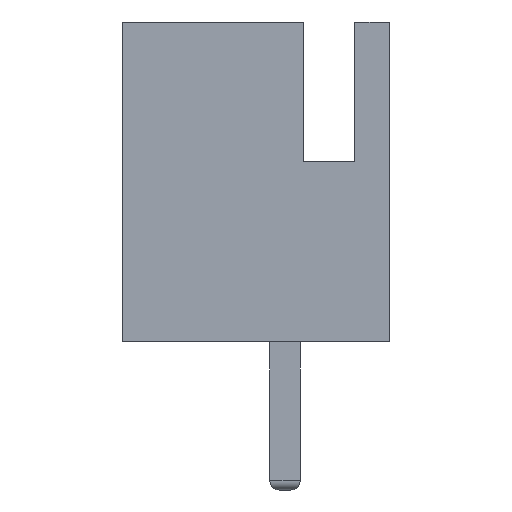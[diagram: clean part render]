
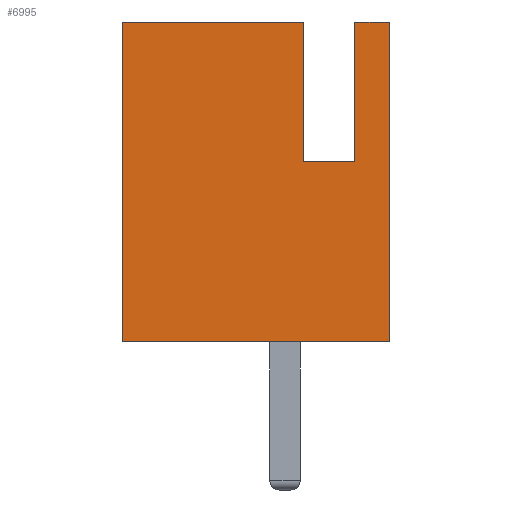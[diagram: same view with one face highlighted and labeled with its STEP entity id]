
A CAD part, left-side view. The second image highlights one B-rep face of the part: STEP entity #6995.
In plain terms, the highlighted planar face has unit normal (-1, 0, 0).
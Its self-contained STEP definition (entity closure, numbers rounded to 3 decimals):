
#53 = EDGE_CURVE ( 'NONE', #1466, #2546, #748, .T. ) ;
#220 = CARTESIAN_POINT ( 'NONE',  ( -10.02, -1.025, 3.88 ) ) ;
#237 = EDGE_CURVE ( 'NONE', #6944, #679, #6452, .T. ) ;
#679 = VERTEX_POINT ( 'NONE', #8368 ) ;
#748 = LINE ( 'NONE', #220, #4890 ) ;
#751 = EDGE_LOOP ( 'NONE', ( #7417, #3588, #8367, #5265, #8583, #7742, #1059, #10029 ) ) ;
#1059 = ORIENTED_EDGE ( 'NONE', *, *, #2495, .F. ) ;
#1115 = DIRECTION ( 'NONE',  ( 0., 0., -1. ) ) ;
#1466 = VERTEX_POINT ( 'NONE', #9496 ) ;
#1544 = EDGE_CURVE ( 'NONE', #3886, #10019, #2562, .T. ) ;
#2034 = LINE ( 'NONE', #9864, #4188 ) ;
#2061 = EDGE_CURVE ( 'NONE', #6944, #7840, #4771, .T. ) ;
#2231 = VECTOR ( 'NONE', #4971, 1000. ) ;
#2495 = EDGE_CURVE ( 'NONE', #7961, #3886, #3160, .T. ) ;
#2546 = VERTEX_POINT ( 'NONE', #7829 ) ;
#2562 = LINE ( 'NONE', #5671, #2231 ) ;
#2943 = CARTESIAN_POINT ( 'NONE',  ( -10.02, -2.875, 6.88 ) ) ;
#3160 = LINE ( 'NONE', #7930, #9890 ) ;
#3211 = CARTESIAN_POINT ( 'NONE',  ( -10.02, 2.875, 6.88 ) ) ;
#3408 = FACE_OUTER_BOUND ( 'NONE', #751, .T. ) ;
#3588 = ORIENTED_EDGE ( 'NONE', *, *, #7581, .F. ) ;
#3850 = DIRECTION ( 'NONE',  ( 0., -1., 0. ) ) ;
#3886 = VERTEX_POINT ( 'NONE', #2943 ) ;
#4188 = VECTOR ( 'NONE', #8302, 1000. ) ;
#4221 = DIRECTION ( 'NONE',  ( 1., 0., 0. ) ) ;
#4342 = VECTOR ( 'NONE', #6338, 1000. ) ;
#4771 = LINE ( 'NONE', #9535, #4342 ) ;
#4890 = VECTOR ( 'NONE', #9461, 1000. ) ;
#4971 = DIRECTION ( 'NONE',  ( 0., 0., -1. ) ) ;
#5043 = CARTESIAN_POINT ( 'NONE',  ( -10.02, 2.875, 6.88 ) ) ;
#5265 = ORIENTED_EDGE ( 'NONE', *, *, #237, .T. ) ;
#5499 = CARTESIAN_POINT ( 'NONE',  ( -10.02, -2.125, 6.88 ) ) ;
#5671 = CARTESIAN_POINT ( 'NONE',  ( -10.02, -2.875, 6.88 ) ) ;
#6199 = VECTOR ( 'NONE', #8177, 1000. ) ;
#6284 = DIRECTION ( 'NONE',  ( 0., 0., -1. ) ) ;
#6338 = DIRECTION ( 'NONE',  ( 0., -1., 0. ) ) ;
#6439 = VECTOR ( 'NONE', #3850, 1000. ) ;
#6452 = LINE ( 'NONE', #5043, #6199 ) ;
#6941 = DIRECTION ( 'NONE',  ( 0., -1., 0. ) ) ;
#6944 = VERTEX_POINT ( 'NONE', #8715 ) ;
#6995 = ADVANCED_FACE ( 'NONE', ( #3408 ), #9530, .F. ) ;
#7143 = EDGE_CURVE ( 'NONE', #2546, #7961, #2034, .T. ) ;
#7292 = VECTOR ( 'NONE', #1115, 1000. ) ;
#7417 = ORIENTED_EDGE ( 'NONE', *, *, #53, .F. ) ;
#7581 = EDGE_CURVE ( 'NONE', #7840, #1466, #8870, .T. ) ;
#7688 = LINE ( 'NONE', #9978, #6439 ) ;
#7742 = ORIENTED_EDGE ( 'NONE', *, *, #1544, .F. ) ;
#7771 = EDGE_CURVE ( 'NONE', #679, #10019, #7688, .T. ) ;
#7778 = CARTESIAN_POINT ( 'NONE',  ( -10.02, -1.025, 6.88 ) ) ;
#7829 = CARTESIAN_POINT ( 'NONE',  ( -10.02, -2.125, 3.88 ) ) ;
#7840 = VERTEX_POINT ( 'NONE', #7778 ) ;
#7930 = CARTESIAN_POINT ( 'NONE',  ( -10.02, 2.875, 6.88 ) ) ;
#7961 = VERTEX_POINT ( 'NONE', #5499 ) ;
#8098 = CARTESIAN_POINT ( 'NONE',  ( -10.02, -1.025, 6.88 ) ) ;
#8177 = DIRECTION ( 'NONE',  ( 0., 0., -1. ) ) ;
#8302 = DIRECTION ( 'NONE',  ( 0., 0., 1. ) ) ;
#8367 = ORIENTED_EDGE ( 'NONE', *, *, #2061, .F. ) ;
#8368 = CARTESIAN_POINT ( 'NONE',  ( -10.02, 2.875, 0. ) ) ;
#8583 = ORIENTED_EDGE ( 'NONE', *, *, #7771, .T. ) ;
#8715 = CARTESIAN_POINT ( 'NONE',  ( -10.02, 2.875, 6.88 ) ) ;
#8870 = LINE ( 'NONE', #8098, #7292 ) ;
#9254 = CARTESIAN_POINT ( 'NONE',  ( -10.02, -2.875, 0. ) ) ;
#9461 = DIRECTION ( 'NONE',  ( 0., -1., 0. ) ) ;
#9496 = CARTESIAN_POINT ( 'NONE',  ( -10.02, -1.025, 3.88 ) ) ;
#9530 = PLANE ( 'NONE',  #9563 ) ;
#9535 = CARTESIAN_POINT ( 'NONE',  ( -10.02, 2.875, 6.88 ) ) ;
#9563 = AXIS2_PLACEMENT_3D ( 'NONE', #3211, #4221, #6284 ) ;
#9864 = CARTESIAN_POINT ( 'NONE',  ( -10.02, -2.125, 6.88 ) ) ;
#9890 = VECTOR ( 'NONE', #6941, 1000. ) ;
#9978 = CARTESIAN_POINT ( 'NONE',  ( -10.02, 2.875, 0. ) ) ;
#10019 = VERTEX_POINT ( 'NONE', #9254 ) ;
#10029 = ORIENTED_EDGE ( 'NONE', *, *, #7143, .F. ) ;
